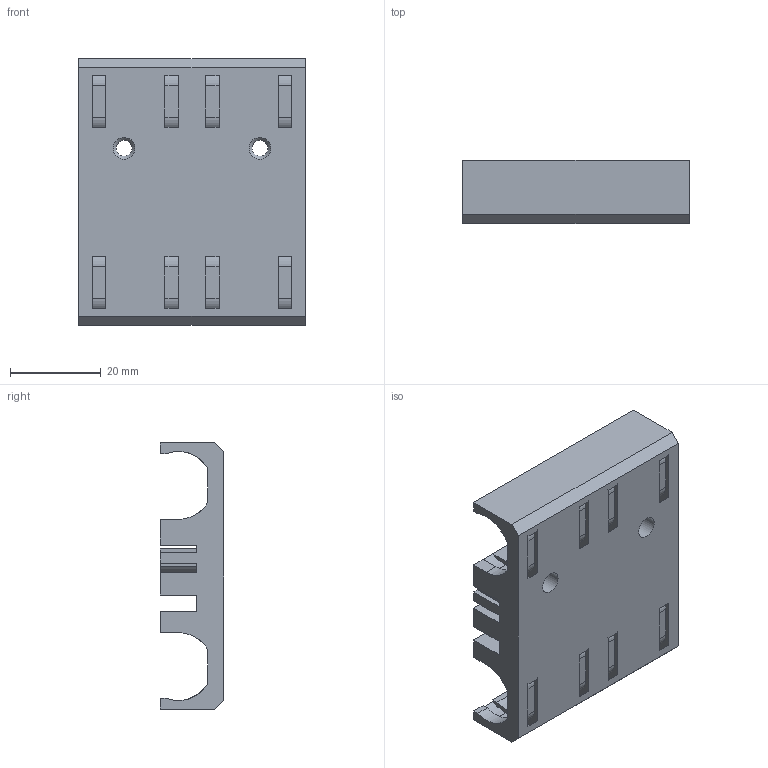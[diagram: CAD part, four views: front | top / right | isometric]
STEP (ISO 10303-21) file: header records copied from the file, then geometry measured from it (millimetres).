
FILE_DESCRIPTION(/* description */ ('STEP AP242','CAx-IF Rec.Pracs.---Representation and Presentation of Product Manufacturing Information (PMI)---4.0---2014-10-13','CAx-IF Rec.Pracs.---3D Tessellated Geometry---0.4---2014-09-14','2;1'),/* implementation_level */ '2;1');
FILE_NAME(/* name */ '6895d7b6210217407d825c09',/* time_stamp */ '2025-08-08T10:55:52Z',/* author */ (''),/* organization */ (''),/* preprocessor_version */ 'ST-DEVELOPER v20',/* originating_system */ 'ONSHAPE BY PTC INC, 1.202',/* authorisation */ ' ');
FILE_SCHEMA (('AP242_MANAGED_MODEL_BASED_3D_ENGINEERING_MIM_LF { 1 0 10303 442 1 1 4 }'));
Length unit declared in the file: metre
Products named in the file (1): X Carriage
Bounding box: 50 x 14 x 58.8 mm (x, y, z)
Volume: 21443.8 mm3; surface area: 13822.8 mm2
Topology: 1 solids, 1 shells, 276 faces, 870 edges, 574 vertices
Faces by surface type: plane 212, cylinder 62, cone 2
Full cylindrical faces by diameter (mm): 3.5 x2, 4 x2, 4.8 x2
Entity records: 9610 total; most frequent: ORIENTED_EDGE 1720, CARTESIAN_POINT 1709, DIRECTION 1578, EDGE_CURVE 860, LINE 696, VECTOR 696, VERTEX_POINT 572, AXIS2_PLACEMENT_3D 441
